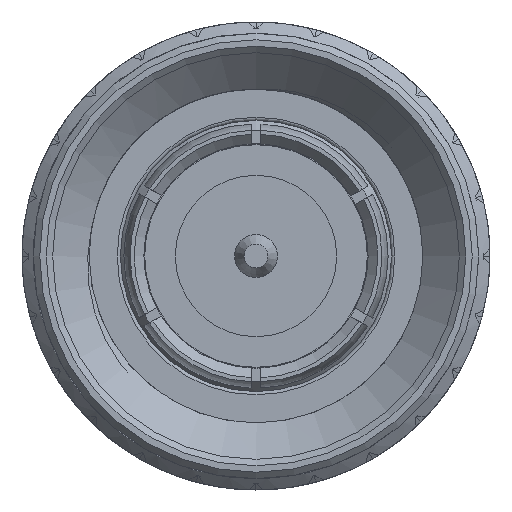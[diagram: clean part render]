
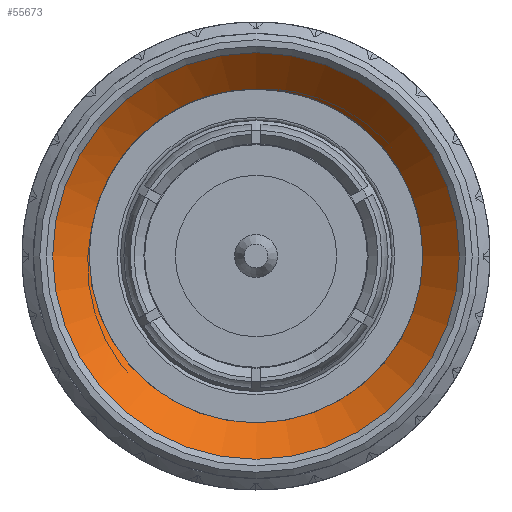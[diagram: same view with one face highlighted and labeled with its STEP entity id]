
A CAD part, front view. The second image highlights one B-rep face of the part: STEP entity #55673.
In plain terms, the highlighted conical face has half-angle 45 degrees and reference radius 6.3 mm.
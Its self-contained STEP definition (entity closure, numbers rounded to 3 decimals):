
#5657=CONICAL_SURFACE('',#83450,6.3,0.785);
#28972=ORIENTED_EDGE('',*,*,#37838,.F.);
#28973=ORIENTED_EDGE('',*,*,#37839,.F.);
#28974=ORIENTED_EDGE('',*,*,#37840,.T.);
#37838=EDGE_CURVE('',#42942,#42942,#43299,.T.);
#37839=EDGE_CURVE('',#42943,#42944,#43300,.T.);
#37840=EDGE_CURVE('',#42943,#42944,#43301,.F.);
#42942=VERTEX_POINT('',#182592);
#42943=VERTEX_POINT('',#182595);
#42944=VERTEX_POINT('',#182596);
#43299=CIRCLE('',#83449,6.3);
#43300=CIRCLE('',#83451,5.17);
#43301=CIRCLE('',#83452,5.17);
#47130=EDGE_LOOP('',(#28972));
#47131=EDGE_LOOP('',(#28973,#28974));
#50978=FACE_BOUND('',#47130,.T.);
#50979=FACE_BOUND('',#47131,.T.);
#55673=ADVANCED_FACE('',(#50978,#50979),#5657,.F.);
#83449=AXIS2_PLACEMENT_3D('',#182591,#86546,#86547);
#83450=AXIS2_PLACEMENT_3D('',#182593,#86548,#86549);
#83451=AXIS2_PLACEMENT_3D('',#182594,#86550,#86551);
#83452=AXIS2_PLACEMENT_3D('',#182597,#86552,#86553);
#86546=DIRECTION('',(0.,1.,0.));
#86547=DIRECTION('',(1.,0.,0.));
#86548=DIRECTION('',(0.,-1.,0.));
#86549=DIRECTION('',(1.,0.,0.));
#86550=DIRECTION('',(0.,-1.,0.));
#86551=DIRECTION('',(0.,0.,-1.));
#86552=DIRECTION('',(0.,-1.,0.));
#86553=DIRECTION('',(0.,0.,-1.));
#182591=CARTESIAN_POINT('',(0.,-11.4,0.));
#182592=CARTESIAN_POINT('',(6.3,-11.4,0.));
#182593=CARTESIAN_POINT('',(0.,-11.4,0.));
#182594=CARTESIAN_POINT('',(0.,-10.27,0.));
#182595=CARTESIAN_POINT('',(0.,-10.27,5.17));
#182596=CARTESIAN_POINT('',(-5.099,-10.27,0.855));
#182597=CARTESIAN_POINT('',(0.,-10.27,0.));
